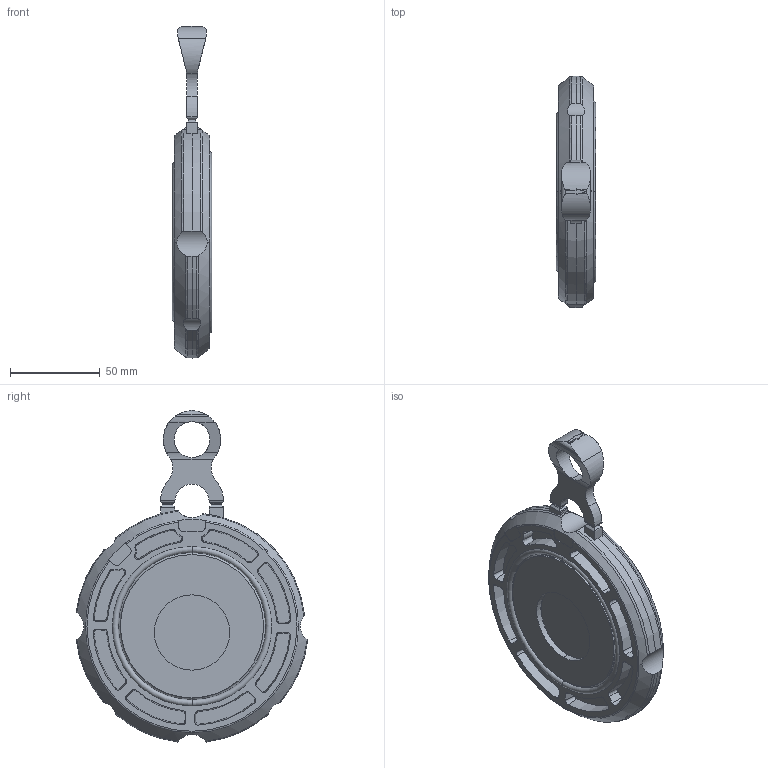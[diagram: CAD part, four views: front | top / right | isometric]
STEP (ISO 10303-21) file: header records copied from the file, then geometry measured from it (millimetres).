
FILE_DESCRIPTION(('STEP AP214'),'1');
FILE_NAME('cctmp_47DCFBB7-B972-4C49-808F-6971FD118907_2018_12_7_13_43_21_399..stp','2018-12-07T12:43:22',('Praher Valves GmbH'),('CADClick - www.CADClick.com'),'Spatial InterOp 3D',' ','unknown authorization');
FILE_SCHEMA(('AUTOMOTIVE_DESIGN'));
Length unit declared in the file: millimetre
Products named in the file (1): 1
Bounding box: 21.85 x 129.04 x 185.02 mm (x, y, z)
Volume: 206429.9 mm3; surface area: 52815 mm2
Topology: 1 solids, 1 shells, 494 faces, 1388 edges, 901 vertices
Faces by surface type: plane 165, cylinder 137, torus 103, cone 89
Entity records: 22641 total; most frequent: CARTESIAN_POINT 5780, ORIENTED_EDGE 2776, DIRECTION 2753, EDGE_CURVE 1388, AXIS2_PLACEMENT_3D 1100, VERTEX_POINT 901, CIRCLE 563, LINE 553
